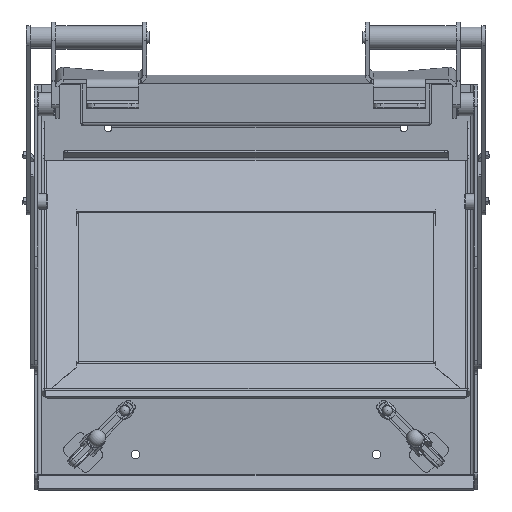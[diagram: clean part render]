
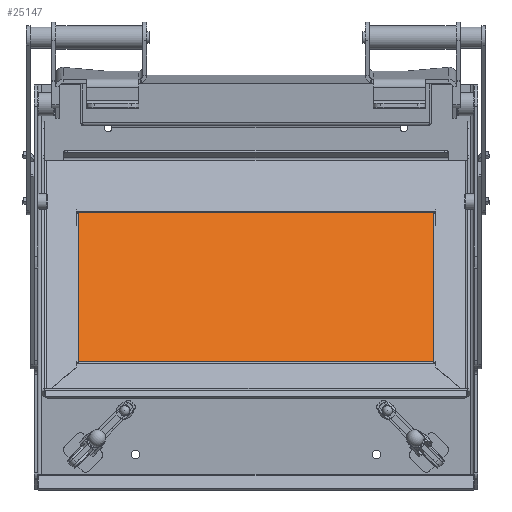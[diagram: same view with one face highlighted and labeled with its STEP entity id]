
A CAD part, top view. The second image highlights one B-rep face of the part: STEP entity #25147.
In plain terms, the highlighted planar face has unit normal (0, 0.407, 0.913).
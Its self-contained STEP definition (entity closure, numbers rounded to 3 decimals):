
#2157=FACE_OUTER_BOUND('',#3542,.T.);
#3542=EDGE_LOOP('',(#15508,#15509,#15510,#15511,#15512,#15513,#15514,#15515,
#15516,#15517,#15518,#15519));
#5019=LINE('',#36062,#7216);
#5027=LINE('',#36092,#7224);
#5028=LINE('',#36094,#7225);
#5030=LINE('',#36098,#7227);
#5031=LINE('',#36100,#7228);
#5032=LINE('',#36102,#7229);
#5033=LINE('',#36104,#7230);
#5034=LINE('',#36106,#7231);
#5035=LINE('',#36108,#7232);
#5036=LINE('',#36110,#7233);
#5037=LINE('',#36112,#7234);
#5038=LINE('',#36113,#7235);
#7216=VECTOR('',#28994,10.);
#7224=VECTOR('',#29026,10.);
#7225=VECTOR('',#29029,10.);
#7227=VECTOR('',#29033,10.);
#7228=VECTOR('',#29034,10.);
#7229=VECTOR('',#29035,3.81);
#7230=VECTOR('',#29036,10.);
#7231=VECTOR('',#29037,10.);
#7232=VECTOR('',#29038,10.);
#7233=VECTOR('',#29039,3.81);
#7234=VECTOR('',#29040,10.);
#7235=VECTOR('',#29041,10.);
#9407=VERTEX_POINT('',#36045);
#9408=VERTEX_POINT('',#36046);
#9412=VERTEX_POINT('',#36056);
#9424=VERTEX_POINT('',#36090);
#9425=VERTEX_POINT('',#36097);
#9426=VERTEX_POINT('',#36099);
#9427=VERTEX_POINT('',#36101);
#9428=VERTEX_POINT('',#36103);
#9429=VERTEX_POINT('',#36105);
#9430=VERTEX_POINT('',#36107);
#9431=VERTEX_POINT('',#36109);
#9432=VERTEX_POINT('',#36111);
#11764=EDGE_CURVE('',#9407,#9412,#5019,.T.);
#11779=EDGE_CURVE('',#9408,#9424,#5027,.T.);
#11780=EDGE_CURVE('',#9424,#9412,#5028,.T.);
#11782=EDGE_CURVE('',#9425,#9407,#5030,.T.);
#11783=EDGE_CURVE('',#9425,#9426,#5031,.T.);
#11784=EDGE_CURVE('',#9427,#9426,#5032,.T.);
#11785=EDGE_CURVE('',#9428,#9427,#5033,.T.);
#11786=EDGE_CURVE('',#9428,#9429,#5034,.T.);
#11787=EDGE_CURVE('',#9429,#9430,#5035,.T.);
#11788=EDGE_CURVE('',#9431,#9430,#5036,.T.);
#11789=EDGE_CURVE('',#9431,#9432,#5037,.T.);
#11790=EDGE_CURVE('',#9408,#9432,#5038,.T.);
#15508=ORIENTED_EDGE('',*,*,#11779,.T.);
#15509=ORIENTED_EDGE('',*,*,#11780,.T.);
#15510=ORIENTED_EDGE('',*,*,#11764,.F.);
#15511=ORIENTED_EDGE('',*,*,#11782,.F.);
#15512=ORIENTED_EDGE('',*,*,#11783,.T.);
#15513=ORIENTED_EDGE('',*,*,#11784,.F.);
#15514=ORIENTED_EDGE('',*,*,#11785,.F.);
#15515=ORIENTED_EDGE('',*,*,#11786,.T.);
#15516=ORIENTED_EDGE('',*,*,#11787,.T.);
#15517=ORIENTED_EDGE('',*,*,#11788,.F.);
#15518=ORIENTED_EDGE('',*,*,#11789,.T.);
#15519=ORIENTED_EDGE('',*,*,#11790,.F.);
#22896=PLANE('',#26562);
#25147=ADVANCED_FACE('',(#2157),#22896,.T.);
#26562=AXIS2_PLACEMENT_3D('',#36096,#29031,#29032);
#28994=DIRECTION('',(-1.,0.,0.));
#29026=DIRECTION('',(-1.,0.,0.));
#29029=DIRECTION('',(0.,0.914,-0.407));
#29031=DIRECTION('center_axis',(0.,0.407,
0.914));
#29032=DIRECTION('ref_axis',(1.,0.,0.));
#29033=DIRECTION('',(0.,-0.914,0.407));
#29034=DIRECTION('',(-1.,0.,0.));
#29035=DIRECTION('',(0.,0.914,-0.407));
#29036=DIRECTION('',(-1.,0.,0.));
#29037=DIRECTION('',(0.,-0.914,0.407));
#29038=DIRECTION('',(-1.,0.,0.));
#29039=DIRECTION('',(0.,0.914,-0.407));
#29040=DIRECTION('',(1.,0.,0.));
#29041=DIRECTION('',(0.,-0.914,0.407));
#36045=CARTESIAN_POINT('',(230.7,-165.595,63.656));
#36046=CARTESIAN_POINT('',(230.7,-357.996,149.318));
#36056=CARTESIAN_POINT('',(228.,-165.595,63.656));
#36062=CARTESIAN_POINT('',(231.,-165.595,63.656));
#36090=CARTESIAN_POINT('',(228.,-357.996,149.318));
#36092=CARTESIAN_POINT('',(231.,-357.996,149.318));
#36094=CARTESIAN_POINT('',(228.,-260.654,105.979));
#36096=CARTESIAN_POINT('Origin',(0.,-254.825,
103.383));
#36097=CARTESIAN_POINT('',(230.7,-163.742,62.831));
#36098=CARTESIAN_POINT('',(230.7,-163.742,62.831));
#36099=CARTESIAN_POINT('',(-230.7,-163.742,62.831));
#36100=CARTESIAN_POINT('',(0.,-163.742,62.831));
#36101=CARTESIAN_POINT('',(-230.7,-165.595,63.656));
#36102=CARTESIAN_POINT('',(-230.7,-152.807,57.962));
#36103=CARTESIAN_POINT('',(-228.,-165.595,63.656));
#36104=CARTESIAN_POINT('',(-228.,-165.595,63.656));
#36105=CARTESIAN_POINT('',(-228.,-357.996,149.318));
#36106=CARTESIAN_POINT('',(-228.,-260.654,105.979));
#36107=CARTESIAN_POINT('',(-230.7,-357.996,149.318));
#36108=CARTESIAN_POINT('',(-228.,-357.996,149.318));
#36109=CARTESIAN_POINT('',(-230.7,-358.475,149.532));
#36110=CARTESIAN_POINT('',(-230.7,-152.807,57.962));
#36111=CARTESIAN_POINT('',(230.7,-358.475,149.532));
#36112=CARTESIAN_POINT('',(230.7,-358.475,149.532));
#36113=CARTESIAN_POINT('',(230.7,-163.742,62.831));
